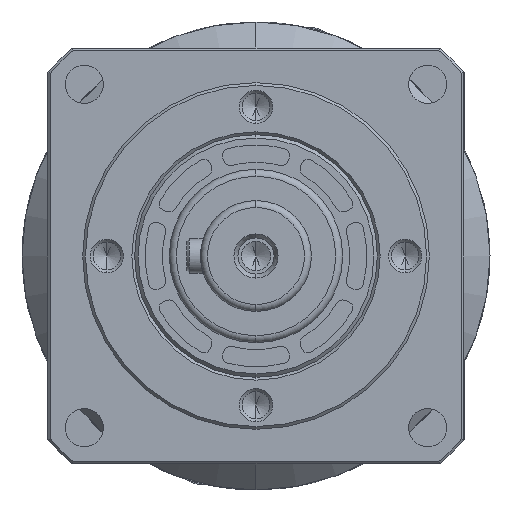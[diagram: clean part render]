
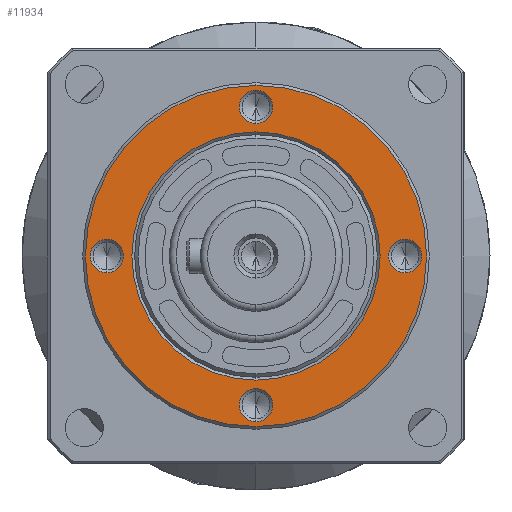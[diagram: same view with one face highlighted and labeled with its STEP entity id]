
A CAD part, left-side view. The second image highlights one B-rep face of the part: STEP entity #11934.
In plain terms, the highlighted planar face has unit normal (-1, 0, 0).
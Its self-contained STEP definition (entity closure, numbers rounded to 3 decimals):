
#331 = DIRECTION ( 'NONE',  ( 1., 0., 0. ) ) ;
#336 = EDGE_CURVE ( 'NONE', #18259, #21397, #21767, .T. ) ;
#517 = DIRECTION ( 'NONE',  ( 1., 0., 0. ) ) ;
#1448 = CIRCLE ( 'NONE', #5313, 2.4 ) ;
#1679 = EDGE_LOOP ( 'NONE', ( #9004, #11381 ) ) ;
#1768 = AXIS2_PLACEMENT_3D ( 'NONE', #17535, #6383, #19425 ) ;
#1882 = FACE_BOUND ( 'NONE', #4538, .T. ) ;
#1959 = EDGE_CURVE ( 'NONE', #3300, #9270, #12382, .T. ) ;
#1969 = ORIENTED_EDGE ( 'NONE', *, *, #23875, .T. ) ;
#2036 = CIRCLE ( 'NONE', #23854, 17.9 ) ;
#2133 = CARTESIAN_POINT ( 'NONE',  ( -7., 25., 0. ) ) ;
#2649 = CARTESIAN_POINT ( 'NONE',  ( -7., -21.5, 2.4 ) ) ;
#2664 = CARTESIAN_POINT ( 'NONE',  ( -7., 0., -21.5 ) ) ;
#2706 = ORIENTED_EDGE ( 'NONE', *, *, #336, .T. ) ;
#2724 = DIRECTION ( 'NONE',  ( 1., 0., 0. ) ) ;
#3300 = VERTEX_POINT ( 'NONE', #11193 ) ;
#3535 = CARTESIAN_POINT ( 'NONE',  ( -7., 0., 19.1 ) ) ;
#3579 = CIRCLE ( 'NONE', #10392, 2.4 ) ;
#3869 = CIRCLE ( 'NONE', #12269, 24.6 ) ;
#4109 = VERTEX_POINT ( 'NONE', #13579 ) ;
#4300 = DIRECTION ( 'NONE',  ( -1., 0., 0. ) ) ;
#4530 = DIRECTION ( 'NONE',  ( 0., 0., -1. ) ) ;
#4538 = EDGE_LOOP ( 'NONE', ( #5385, #12998 ) ) ;
#4567 = CARTESIAN_POINT ( 'NONE',  ( -7., 21.5, 0. ) ) ;
#4876 = CIRCLE ( 'NONE', #1768, 2.4 ) ;
#4953 = VERTEX_POINT ( 'NONE', #20144 ) ;
#4977 = CIRCLE ( 'NONE', #23846, 2.4 ) ;
#5292 = CARTESIAN_POINT ( 'NONE',  ( -7., -21.5, 0. ) ) ;
#5313 = AXIS2_PLACEMENT_3D ( 'NONE', #10796, #23795, #12650 ) ;
#5385 = ORIENTED_EDGE ( 'NONE', *, *, #15307, .T. ) ;
#5812 = CARTESIAN_POINT ( 'NONE',  ( -7., 0., -23.9 ) ) ;
#5823 = VERTEX_POINT ( 'NONE', #3535 ) ;
#5824 = DIRECTION ( 'NONE',  ( 1., 0., 0. ) ) ;
#5836 = EDGE_CURVE ( 'NONE', #23210, #4953, #19308, .T. ) ;
#6102 = CARTESIAN_POINT ( 'NONE',  ( -7., 0., 24.6 ) ) ;
#6219 = FACE_OUTER_BOUND ( 'NONE', #1679, .T. ) ;
#6383 = DIRECTION ( 'NONE',  ( 1., 0., 0. ) ) ;
#6436 = DIRECTION ( 'NONE',  ( 0., 0., -1. ) ) ;
#6820 = FACE_BOUND ( 'NONE', #9045, .T. ) ;
#7166 = DIRECTION ( 'NONE',  ( 0., 0., -1. ) ) ;
#7226 = ORIENTED_EDGE ( 'NONE', *, *, #19705, .T. ) ;
#7277 = CARTESIAN_POINT ( 'NONE',  ( -7., 0., 0. ) ) ;
#7322 = CARTESIAN_POINT ( 'NONE',  ( -7., 0., 23.9 ) ) ;
#7376 = EDGE_CURVE ( 'NONE', #8788, #16917, #4977, .T. ) ;
#7736 = PLANE ( 'NONE',  #16760 ) ;
#8141 = VERTEX_POINT ( 'NONE', #7322 ) ;
#8639 = ORIENTED_EDGE ( 'NONE', *, *, #20318, .T. ) ;
#8710 = DIRECTION ( 'NONE',  ( 1., 0., 0. ) ) ;
#8788 = VERTEX_POINT ( 'NONE', #16110 ) ;
#8920 = AXIS2_PLACEMENT_3D ( 'NONE', #13881, #2724, #15755 ) ;
#9004 = ORIENTED_EDGE ( 'NONE', *, *, #13148, .T. ) ;
#9045 = EDGE_LOOP ( 'NONE', ( #19468, #1969 ) ) ;
#9152 = DIRECTION ( 'NONE',  ( 0., 0., -1. ) ) ;
#9270 = VERTEX_POINT ( 'NONE', #2649 ) ;
#9273 = EDGE_CURVE ( 'NONE', #4109, #10765, #21213, .T. ) ;
#9313 = CARTESIAN_POINT ( 'NONE',  ( -7., 0., -19.1 ) ) ;
#9416 = CIRCLE ( 'NONE', #22405, 2.4 ) ;
#9983 = CARTESIAN_POINT ( 'NONE',  ( -7., -21.5, 0. ) ) ;
#10145 = ORIENTED_EDGE ( 'NONE', *, *, #1959, .T. ) ;
#10392 = AXIS2_PLACEMENT_3D ( 'NONE', #19854, #8710, #21707 ) ;
#10765 = VERTEX_POINT ( 'NONE', #16828 ) ;
#10796 = CARTESIAN_POINT ( 'NONE',  ( -7., 21.5, 0. ) ) ;
#10847 = AXIS2_PLACEMENT_3D ( 'NONE', #9983, #22989, #11838 ) ;
#11060 = ORIENTED_EDGE ( 'NONE', *, *, #7376, .T. ) ;
#11193 = CARTESIAN_POINT ( 'NONE',  ( -7., -21.5, -2.4 ) ) ;
#11210 = FACE_BOUND ( 'NONE', #18148, .T. ) ;
#11381 = ORIENTED_EDGE ( 'NONE', *, *, #5836, .T. ) ;
#11677 = CARTESIAN_POINT ( 'NONE',  ( -7., 0., 0. ) ) ;
#11838 = DIRECTION ( 'NONE',  ( 0., 0., -1. ) ) ;
#11934 = ADVANCED_FACE ( 'NONE', ( #1882, #16149, #6820, #21096, #11210, #6219 ), #7736, .F. ) ;
#12269 = AXIS2_PLACEMENT_3D ( 'NONE', #15443, #4300, #17304 ) ;
#12382 = CIRCLE ( 'NONE', #10847, 2.4 ) ;
#12650 = DIRECTION ( 'NONE',  ( 0., 0., -1. ) ) ;
#12998 = ORIENTED_EDGE ( 'NONE', *, *, #9273, .T. ) ;
#13148 = EDGE_CURVE ( 'NONE', #4953, #23210, #3869, .T. ) ;
#13383 = DIRECTION ( 'NONE',  ( 0., 0., -1. ) ) ;
#13551 = DIRECTION ( 'NONE',  ( 0., 0., -1. ) ) ;
#13579 = CARTESIAN_POINT ( 'NONE',  ( -7., 0., -17.9 ) ) ;
#13881 = CARTESIAN_POINT ( 'NONE',  ( -7., 0., 0. ) ) ;
#14416 = EDGE_LOOP ( 'NONE', ( #8639, #10145 ) ) ;
#15307 = EDGE_CURVE ( 'NONE', #10765, #4109, #2036, .T. ) ;
#15443 = CARTESIAN_POINT ( 'NONE',  ( -7., 0., 0. ) ) ;
#15534 = ORIENTED_EDGE ( 'NONE', *, *, #17737, .T. ) ;
#15688 = DIRECTION ( 'NONE',  ( 1., 0., 0. ) ) ;
#15755 = DIRECTION ( 'NONE',  ( 0., 0., -1. ) ) ;
#16110 = CARTESIAN_POINT ( 'NONE',  ( -7., 21.5, 2.4 ) ) ;
#16149 = FACE_BOUND ( 'NONE', #14416, .T. ) ;
#16385 = EDGE_LOOP ( 'NONE', ( #15534, #2706 ) ) ;
#16760 = AXIS2_PLACEMENT_3D ( 'NONE', #2133, #331, #13383 ) ;
#16787 = CARTESIAN_POINT ( 'NONE',  ( -7., 21.5, -2.4 ) ) ;
#16828 = CARTESIAN_POINT ( 'NONE',  ( -7., 0., 17.9 ) ) ;
#16917 = VERTEX_POINT ( 'NONE', #16787 ) ;
#16980 = CARTESIAN_POINT ( 'NONE',  ( -7., 0., 21.5 ) ) ;
#17304 = DIRECTION ( 'NONE',  ( 0., 0., -1. ) ) ;
#17535 = CARTESIAN_POINT ( 'NONE',  ( -7., 0., -21.5 ) ) ;
#17580 = DIRECTION ( 'NONE',  ( 1., 0., 0. ) ) ;
#17737 = EDGE_CURVE ( 'NONE', #21397, #18259, #4876, .T. ) ;
#18148 = EDGE_LOOP ( 'NONE', ( #11060, #7226 ) ) ;
#18259 = VERTEX_POINT ( 'NONE', #5812 ) ;
#18335 = DIRECTION ( 'NONE',  ( 1., 0., 0. ) ) ;
#18859 = DIRECTION ( 'NONE',  ( 0., 0., -1. ) ) ;
#19308 = CIRCLE ( 'NONE', #24133, 24.6 ) ;
#19425 = DIRECTION ( 'NONE',  ( 0., 0., -1. ) ) ;
#19468 = ORIENTED_EDGE ( 'NONE', *, *, #24125, .T. ) ;
#19470 = CIRCLE ( 'NONE', #23091, 2.4 ) ;
#19705 = EDGE_CURVE ( 'NONE', #16917, #8788, #1448, .T. ) ;
#19854 = CARTESIAN_POINT ( 'NONE',  ( -7., 0., 21.5 ) ) ;
#20144 = CARTESIAN_POINT ( 'NONE',  ( -7., 0., -24.6 ) ) ;
#20302 = DIRECTION ( 'NONE',  ( -1., 0., 0. ) ) ;
#20318 = EDGE_CURVE ( 'NONE', #9270, #3300, #19470, .T. ) ;
#21096 = FACE_BOUND ( 'NONE', #16385, .T. ) ;
#21213 = CIRCLE ( 'NONE', #8920, 17.9 ) ;
#21397 = VERTEX_POINT ( 'NONE', #9313 ) ;
#21707 = DIRECTION ( 'NONE',  ( 0., 0., -1. ) ) ;
#21767 = CIRCLE ( 'NONE', #22797, 2.4 ) ;
#22405 = AXIS2_PLACEMENT_3D ( 'NONE', #16980, #5824, #18859 ) ;
#22797 = AXIS2_PLACEMENT_3D ( 'NONE', #2664, #15688, #4530 ) ;
#22989 = DIRECTION ( 'NONE',  ( 1., 0., 0. ) ) ;
#23091 = AXIS2_PLACEMENT_3D ( 'NONE', #5292, #18335, #7166 ) ;
#23210 = VERTEX_POINT ( 'NONE', #6102 ) ;
#23795 = DIRECTION ( 'NONE',  ( 1., 0., 0. ) ) ;
#23846 = AXIS2_PLACEMENT_3D ( 'NONE', #4567, #17580, #6436 ) ;
#23854 = AXIS2_PLACEMENT_3D ( 'NONE', #11677, #517, #13551 ) ;
#23875 = EDGE_CURVE ( 'NONE', #5823, #8141, #3579, .T. ) ;
#24125 = EDGE_CURVE ( 'NONE', #8141, #5823, #9416, .T. ) ;
#24133 = AXIS2_PLACEMENT_3D ( 'NONE', #7277, #20302, #9152 ) ;
